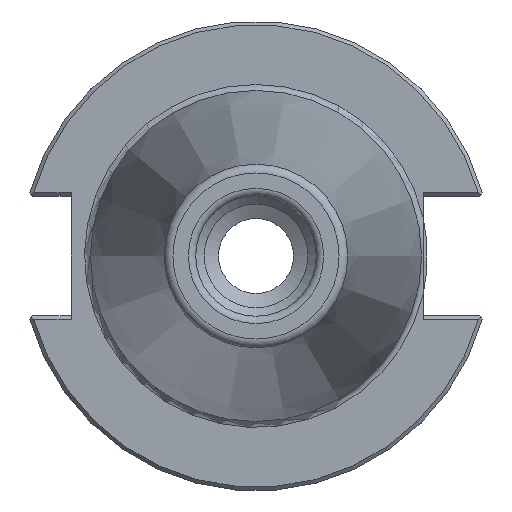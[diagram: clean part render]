
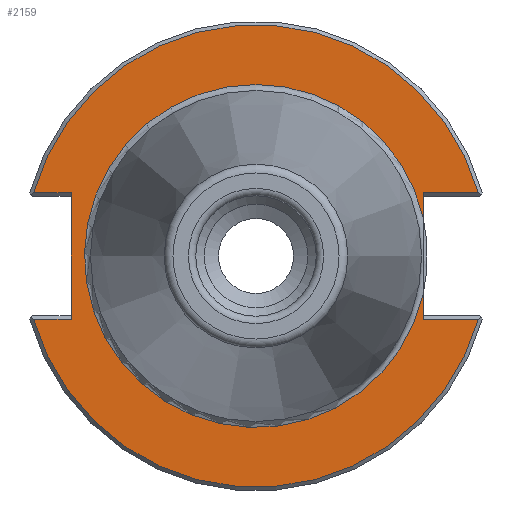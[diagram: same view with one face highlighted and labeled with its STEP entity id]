
A CAD part, left-side view. The second image highlights one B-rep face of the part: STEP entity #2159.
In plain terms, the highlighted planar face has unit normal (-1, 0, 0).
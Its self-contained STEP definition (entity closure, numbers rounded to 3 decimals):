
#141=PLANE('',#2303);
#195=FACE_OUTER_BOUND('',#315,.T.);
#315=EDGE_LOOP('',(#1455,#1456,#1457,#1458,#1459,#1460,#1461,#1462,#1463,
#1464,#1465));
#446=LINE('',#3280,#564);
#449=LINE('',#3310,#567);
#450=LINE('',#3316,#568);
#451=LINE('',#3318,#569);
#452=LINE('',#3322,#570);
#453=LINE('',#3324,#571);
#454=LINE('',#3325,#572);
#564=VECTOR('',#2593,10.);
#567=VECTOR('',#2606,10.);
#568=VECTOR('',#2611,10.);
#569=VECTOR('',#2612,10.);
#570=VECTOR('',#2615,10.);
#571=VECTOR('',#2616,10.);
#572=VECTOR('',#2617,10.);
#680=CIRCLE('',#2301,31.275);
#682=CIRCLE('',#2304,23.2);
#683=CIRCLE('',#2305,23.2);
#684=CIRCLE('',#2306,31.275);
#849=VERTEX_POINT('',#3277);
#850=VERTEX_POINT('',#3279);
#854=VERTEX_POINT('',#3297);
#857=VERTEX_POINT('',#3309);
#858=VERTEX_POINT('',#3311);
#859=VERTEX_POINT('',#3313);
#860=VERTEX_POINT('',#3315);
#861=VERTEX_POINT('',#3317);
#862=VERTEX_POINT('',#3319);
#863=VERTEX_POINT('',#3321);
#864=VERTEX_POINT('',#3323);
#1091=EDGE_CURVE('',#849,#850,#446,.T.);
#1097=EDGE_CURVE('',#850,#854,#680,.T.);
#1101=EDGE_CURVE('',#849,#857,#449,.T.);
#1102=EDGE_CURVE('',#857,#858,#682,.T.);
#1103=EDGE_CURVE('',#858,#859,#683,.T.);
#1104=EDGE_CURVE('',#859,#860,#450,.T.);
#1105=EDGE_CURVE('',#861,#860,#451,.T.);
#1106=EDGE_CURVE('',#862,#861,#684,.T.);
#1107=EDGE_CURVE('',#863,#862,#452,.T.);
#1108=EDGE_CURVE('',#863,#864,#453,.T.);
#1109=EDGE_CURVE('',#854,#864,#454,.T.);
#1455=ORIENTED_EDGE('',*,*,#1091,.F.);
#1456=ORIENTED_EDGE('',*,*,#1101,.T.);
#1457=ORIENTED_EDGE('',*,*,#1102,.T.);
#1458=ORIENTED_EDGE('',*,*,#1103,.T.);
#1459=ORIENTED_EDGE('',*,*,#1104,.T.);
#1460=ORIENTED_EDGE('',*,*,#1105,.F.);
#1461=ORIENTED_EDGE('',*,*,#1106,.F.);
#1462=ORIENTED_EDGE('',*,*,#1107,.F.);
#1463=ORIENTED_EDGE('',*,*,#1108,.T.);
#1464=ORIENTED_EDGE('',*,*,#1109,.F.);
#1465=ORIENTED_EDGE('',*,*,#1097,.F.);
#2159=ADVANCED_FACE('',(#195),#141,.T.);
#2301=AXIS2_PLACEMENT_3D('',#3298,#2600,#2601);
#2303=AXIS2_PLACEMENT_3D('',#3308,#2604,#2605);
#2304=AXIS2_PLACEMENT_3D('',#3312,#2607,#2608);
#2305=AXIS2_PLACEMENT_3D('',#3314,#2609,#2610);
#2306=AXIS2_PLACEMENT_3D('',#3320,#2613,#2614);
#2593=DIRECTION('',(0.,-1.,0.));
#2600=DIRECTION('center_axis',(1.,0.,0.));
#2601=DIRECTION('ref_axis',(0.,0.,-1.));
#2604=DIRECTION('center_axis',(-1.,0.,0.));
#2605=DIRECTION('ref_axis',(0.,0.,1.));
#2606=DIRECTION('',(0.,0.,1.));
#2607=DIRECTION('center_axis',(1.,0.,0.));
#2608=DIRECTION('ref_axis',(0.,0.,-1.));
#2609=DIRECTION('center_axis',(1.,0.,0.));
#2610=DIRECTION('ref_axis',(0.,0.,-1.));
#2611=DIRECTION('',(0.,0.,1.));
#2612=DIRECTION('',(0.,1.,0.));
#2613=DIRECTION('center_axis',(1.,0.,0.));
#2614=DIRECTION('ref_axis',(0.,0.,-1.));
#2615=DIRECTION('',(0.,1.,0.));
#2616=DIRECTION('',(0.,0.,-1.));
#2617=DIRECTION('',(0.,-1.,0.));
#3277=CARTESIAN_POINT('',(3.175,-22.6,-8.565));
#3279=CARTESIAN_POINT('',(3.175,-30.079,-8.565));
#3280=CARTESIAN_POINT('',(3.175,-5.163,-8.565));
#3297=CARTESIAN_POINT('',(3.175,30.079,-8.565));
#3298=CARTESIAN_POINT('Origin',(3.175,0.,0.));
#3308=CARTESIAN_POINT('Origin',(3.175,31.275,0.));
#3309=CARTESIAN_POINT('',(3.175,-22.6,-5.242));
#3310=CARTESIAN_POINT('',(3.175,-22.6,-4.033));
#3311=CARTESIAN_POINT('',(3.175,0.,23.2));
#3312=CARTESIAN_POINT('Origin',(3.175,0.,0.));
#3313=CARTESIAN_POINT('',(3.175,-22.6,5.242));
#3314=CARTESIAN_POINT('Origin',(3.175,0.,0.));
#3315=CARTESIAN_POINT('',(3.175,-22.6,8.565));
#3316=CARTESIAN_POINT('',(3.175,-22.6,-4.033));
#3317=CARTESIAN_POINT('',(3.175,-30.079,8.565));
#3318=CARTESIAN_POINT('',(3.175,4.337,8.565));
#3319=CARTESIAN_POINT('',(3.175,30.079,8.565));
#3320=CARTESIAN_POINT('Origin',(3.175,0.,0.));
#3321=CARTESIAN_POINT('',(3.175,25.,8.565));
#3322=CARTESIAN_POINT('',(3.175,39.137,8.565));
#3323=CARTESIAN_POINT('',(3.175,25.,-8.565));
#3324=CARTESIAN_POINT('',(3.175,25.,4.033));
#3325=CARTESIAN_POINT('',(3.175,28.137,-8.565));
